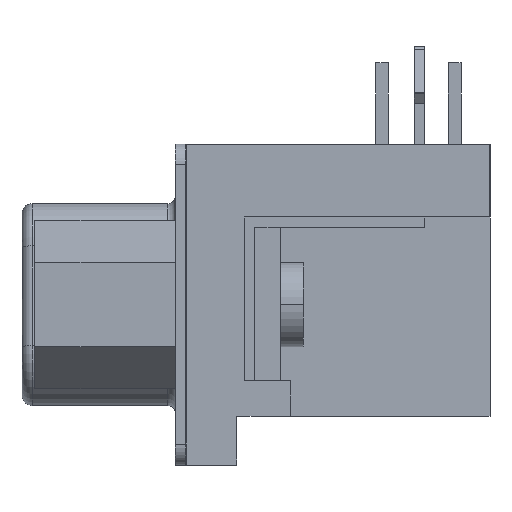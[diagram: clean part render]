
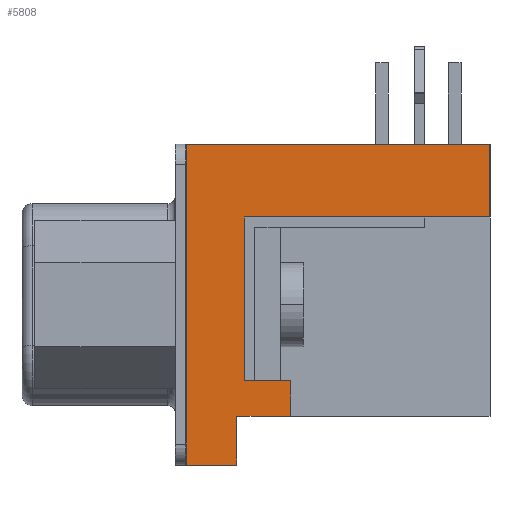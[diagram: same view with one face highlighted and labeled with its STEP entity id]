
A CAD part, left-side view. The second image highlights one B-rep face of the part: STEP entity #5808.
In plain terms, the highlighted planar face has unit normal (-1, 0, 0).
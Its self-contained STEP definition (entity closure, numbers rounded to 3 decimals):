
#657=DIRECTION('',(0.,1.,0.));
#658=VECTOR('',#657,9.6);
#659=CARTESIAN_POINT('',(-15.405,-11.9,3.425));
#660=LINE('',#659,#658);
#661=DIRECTION('',(0.,0.,-1.));
#662=VECTOR('',#661,6.4);
#663=CARTESIAN_POINT('',(-15.405,-2.3,3.425));
#664=LINE('',#663,#662);
#665=DIRECTION('',(0.,-1.,0.));
#666=VECTOR('',#665,1.8);
#667=CARTESIAN_POINT('',(-15.405,-2.3,-2.975));
#668=LINE('',#667,#666);
#669=DIRECTION('',(0.,0.,-1.));
#670=VECTOR('',#669,1.4);
#671=CARTESIAN_POINT('',(-15.405,-4.1,-2.975));
#672=LINE('',#671,#670);
#673=DIRECTION('',(0.,1.,0.));
#674=VECTOR('',#673,2.1);
#675=CARTESIAN_POINT('',(-15.405,-4.1,-4.375));
#676=LINE('',#675,#674);
#677=DIRECTION('',(0.,0.,-1.));
#678=VECTOR('',#677,1.9);
#679=CARTESIAN_POINT('',(-15.405,-2.,-4.375));
#680=LINE('',#679,#678);
#681=DIRECTION('',(0.,1.,0.));
#682=VECTOR('',#681,1.98);
#683=CARTESIAN_POINT('',(-15.405,-2.,-6.275));
#684=LINE('',#683,#682);
#685=DIRECTION('',(0.,0.,1.));
#686=VECTOR('',#685,12.55);
#687=CARTESIAN_POINT('',(-15.405,-0.02,-6.275));
#688=LINE('',#687,#686);
#689=DIRECTION('',(0.,-1.,0.));
#690=VECTOR('',#689,11.88);
#691=CARTESIAN_POINT('',(-15.405,-0.02,6.275));
#692=LINE('',#691,#690);
#693=DIRECTION('',(0.,0.,-1.));
#694=VECTOR('',#693,2.85);
#695=CARTESIAN_POINT('',(-15.405,-11.9,6.275));
#696=LINE('',#695,#694);
#4239=CARTESIAN_POINT('',(-15.405,-2.,-4.375));
#4240=CARTESIAN_POINT('',(-15.405,-2.,-6.275));
#4241=VERTEX_POINT('',#4239);
#4242=VERTEX_POINT('',#4240);
#4269=CARTESIAN_POINT('',(-15.405,-0.02,-6.275));
#4270=CARTESIAN_POINT('',(-15.405,-0.02,6.275));
#4271=VERTEX_POINT('',#4269);
#4272=VERTEX_POINT('',#4270);
#4287=CARTESIAN_POINT('',(-15.405,-11.9,6.275));
#4288=VERTEX_POINT('',#4287);
#4309=CARTESIAN_POINT('',(-15.405,-11.9,3.425));
#4310=CARTESIAN_POINT('',(-15.405,-2.3,3.425));
#4311=VERTEX_POINT('',#4309);
#4312=VERTEX_POINT('',#4310);
#4313=CARTESIAN_POINT('',(-15.405,-2.3,-2.975));
#4314=VERTEX_POINT('',#4313);
#4315=CARTESIAN_POINT('',(-15.405,-4.1,-2.975));
#4316=VERTEX_POINT('',#4315);
#4317=CARTESIAN_POINT('',(-15.405,-4.1,-4.375));
#4318=VERTEX_POINT('',#4317);
#5781=CARTESIAN_POINT('',(-15.405,0.,-5.475));
#5782=DIRECTION('',(-1.,0.,0.));
#5783=DIRECTION('',(0.,0.,1.));
#5784=AXIS2_PLACEMENT_3D('',#5781,#5782,#5783);
#5785=PLANE('',#5784);
#5787=ORIENTED_EDGE('',*,*,#5786,.T.);
#5789=ORIENTED_EDGE('',*,*,#5788,.T.);
#5791=ORIENTED_EDGE('',*,*,#5790,.T.);
#5793=ORIENTED_EDGE('',*,*,#5792,.T.);
#5795=ORIENTED_EDGE('',*,*,#5794,.T.);
#5797=ORIENTED_EDGE('',*,*,#5796,.T.);
#5799=ORIENTED_EDGE('',*,*,#5798,.T.);
#5801=ORIENTED_EDGE('',*,*,#5800,.T.);
#5803=ORIENTED_EDGE('',*,*,#5802,.T.);
#5805=ORIENTED_EDGE('',*,*,#5804,.T.);
#5806=EDGE_LOOP('',(#5787,#5789,#5791,#5793,#5795,#5797,#5799,#5801,#5803,
#5805));
#5807=FACE_OUTER_BOUND('',#5806,.F.);
#5808=ADVANCED_FACE('',(#5807),#5785,.T.);
#5786=EDGE_CURVE('',#4311,#4312,#660,.T.);
#5788=EDGE_CURVE('',#4312,#4314,#664,.T.);
#5790=EDGE_CURVE('',#4314,#4316,#668,.T.);
#5792=EDGE_CURVE('',#4316,#4318,#672,.T.);
#5794=EDGE_CURVE('',#4318,#4241,#676,.T.);
#5796=EDGE_CURVE('',#4241,#4242,#680,.T.);
#5798=EDGE_CURVE('',#4242,#4271,#684,.T.);
#5800=EDGE_CURVE('',#4271,#4272,#688,.T.);
#5802=EDGE_CURVE('',#4272,#4288,#692,.T.);
#5804=EDGE_CURVE('',#4288,#4311,#696,.T.);
